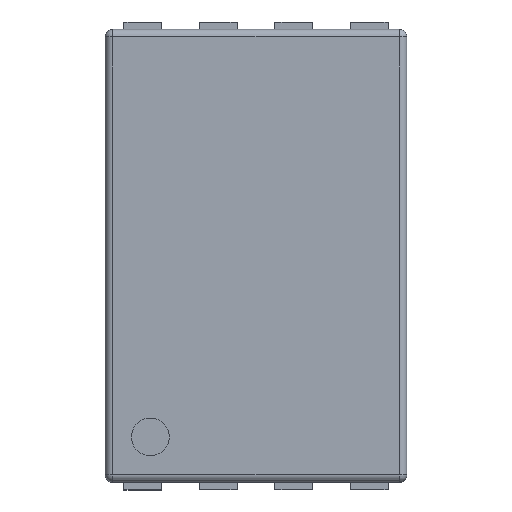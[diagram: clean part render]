
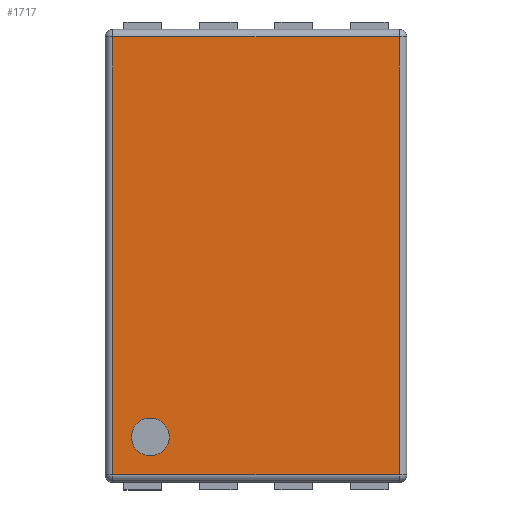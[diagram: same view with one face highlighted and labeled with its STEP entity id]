
A CAD part, top view. The second image highlights one B-rep face of the part: STEP entity #1717.
In plain terms, the highlighted planar face has unit normal (0, 0, 1).
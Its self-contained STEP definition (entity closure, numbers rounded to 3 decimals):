
#35 = EDGE_CURVE ( 'NONE', #2650, #3121, #730, .T. ) ;
#63 = ORIENTED_EDGE ( 'NONE', *, *, #1525, .T. ) ;
#211 = DIRECTION ( 'NONE',  ( 1., 0., 0. ) ) ;
#305 = DIRECTION ( 'NONE',  ( 1., 0., 0. ) ) ;
#399 = DIRECTION ( 'NONE',  ( 0., 0., 1. ) ) ;
#401 = EDGE_CURVE ( 'NONE', #2204, #1823, #3172, .T. ) ;
#471 = CARTESIAN_POINT ( 'NONE',  ( 0.95, 1.5, 0.83 ) ) ;
#667 = LINE ( 'NONE', #1732, #3287 ) ;
#730 = LINE ( 'NONE', #471, #1378 ) ;
#773 = ORIENTED_EDGE ( 'NONE', *, *, #2828, .T. ) ;
#810 = EDGE_LOOP ( 'NONE', ( #63, #773, #2574, #2869 ) ) ;
#846 = FACE_BOUND ( 'NONE', #2886, .T. ) ;
#985 = CARTESIAN_POINT ( 'NONE',  ( -0.575, -1.2, 0.83 ) ) ;
#1115 = CARTESIAN_POINT ( 'NONE',  ( 1., -1.45, 0.83 ) ) ;
#1140 = DIRECTION ( 'NONE',  ( 0., 0., 1. ) ) ;
#1175 = LINE ( 'NONE', #2206, #2193 ) ;
#1188 = AXIS2_PLACEMENT_3D ( 'NONE', #1593, #1140, #305 ) ;
#1222 = CARTESIAN_POINT ( 'NONE',  ( -0.7, -1.2, 0.83 ) ) ;
#1292 = CARTESIAN_POINT ( 'NONE',  ( -0.95, 1.45, 0.83 ) ) ;
#1353 = PLANE ( 'NONE',  #3010 ) ;
#1363 = CARTESIAN_POINT ( 'NONE',  ( -1., -1.5, 0.83 ) ) ;
#1378 = VECTOR ( 'NONE', #2346, 1000. ) ;
#1390 = CARTESIAN_POINT ( 'NONE',  ( -0.825, -1.2, 0.83 ) ) ;
#1525 = EDGE_CURVE ( 'NONE', #2764, #2520, #1175, .T. ) ;
#1537 = CARTESIAN_POINT ( 'NONE',  ( -0.95, -1.45, 0.83 ) ) ;
#1593 = CARTESIAN_POINT ( 'NONE',  ( -0.7, -1.2, 0.83 ) ) ;
#1667 = DIRECTION ( 'NONE',  ( 1., 0., 0. ) ) ;
#1672 = FACE_OUTER_BOUND ( 'NONE', #810, .T. ) ;
#1717 = ADVANCED_FACE ( 'NONE', ( #1672, #846 ), #1353, .T. ) ;
#1732 = CARTESIAN_POINT ( 'NONE',  ( -1., 1.45, 0.83 ) ) ;
#1823 = VERTEX_POINT ( 'NONE', #985 ) ;
#1848 = EDGE_CURVE ( 'NONE', #3121, #2764, #667, .T. ) ;
#1893 = DIRECTION ( 'NONE',  ( 0., -1., 0. ) ) ;
#2030 = VECTOR ( 'NONE', #2184, 1000. ) ;
#2069 = CARTESIAN_POINT ( 'NONE',  ( 0.95, -1.45, 0.83 ) ) ;
#2184 = DIRECTION ( 'NONE',  ( 1., 0., 0. ) ) ;
#2193 = VECTOR ( 'NONE', #1893, 1000. ) ;
#2204 = VERTEX_POINT ( 'NONE', #1390 ) ;
#2206 = CARTESIAN_POINT ( 'NONE',  ( -0.95, -1.5, 0.83 ) ) ;
#2346 = DIRECTION ( 'NONE',  ( 0., 1., 0. ) ) ;
#2372 = CARTESIAN_POINT ( 'NONE',  ( 0.95, 1.45, 0.83 ) ) ;
#2481 = ORIENTED_EDGE ( 'NONE', *, *, #401, .F. ) ;
#2520 = VERTEX_POINT ( 'NONE', #1537 ) ;
#2574 = ORIENTED_EDGE ( 'NONE', *, *, #35, .T. ) ;
#2650 = VERTEX_POINT ( 'NONE', #2069 ) ;
#2690 = LINE ( 'NONE', #1115, #2030 ) ;
#2764 = VERTEX_POINT ( 'NONE', #1292 ) ;
#2771 = DIRECTION ( 'NONE',  ( -1., 0., 0. ) ) ;
#2828 = EDGE_CURVE ( 'NONE', #2520, #2650, #2690, .T. ) ;
#2869 = ORIENTED_EDGE ( 'NONE', *, *, #1848, .T. ) ;
#2886 = EDGE_LOOP ( 'NONE', ( #3350, #2481 ) ) ;
#2944 = CIRCLE ( 'NONE', #3220, 0.125 ) ;
#3010 = AXIS2_PLACEMENT_3D ( 'NONE', #1363, #3236, #1667 ) ;
#3121 = VERTEX_POINT ( 'NONE', #2372 ) ;
#3172 = CIRCLE ( 'NONE', #1188, 0.125 ) ;
#3220 = AXIS2_PLACEMENT_3D ( 'NONE', #1222, #399, #211 ) ;
#3236 = DIRECTION ( 'NONE',  ( 0., 0., 1. ) ) ;
#3251 = EDGE_CURVE ( 'NONE', #1823, #2204, #2944, .T. ) ;
#3287 = VECTOR ( 'NONE', #2771, 1000. ) ;
#3350 = ORIENTED_EDGE ( 'NONE', *, *, #3251, .F. ) ;
